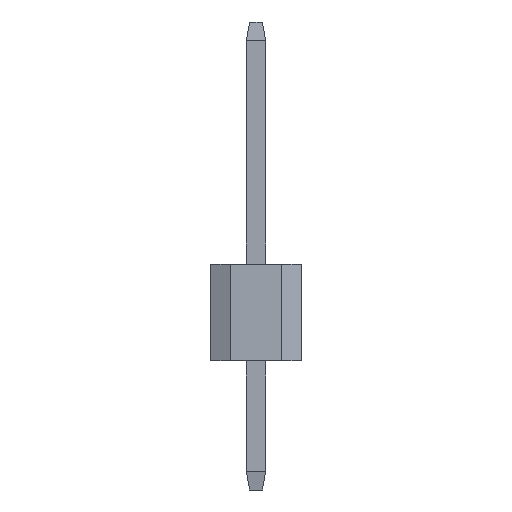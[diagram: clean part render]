
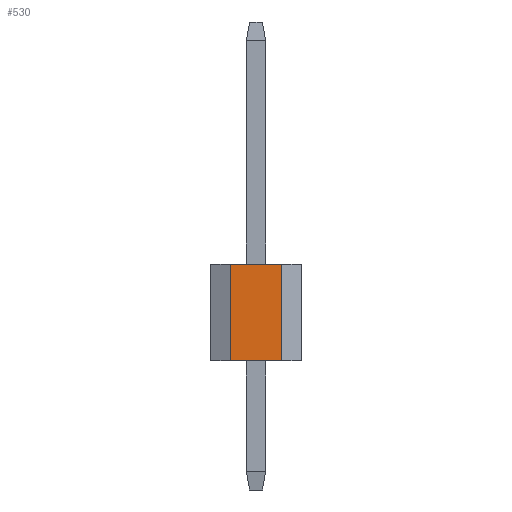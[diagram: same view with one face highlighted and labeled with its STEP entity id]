
A CAD part, left-side view. The second image highlights one B-rep face of the part: STEP entity #530.
In plain terms, the highlighted planar face has unit normal (-1, 0, 0).
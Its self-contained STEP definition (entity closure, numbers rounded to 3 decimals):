
#343 = LINE ( 'NONE', #2164, #13943 ) ;
#530 = ADVANCED_FACE ( 'NONE', ( #15743 ), #6245, .F. ) ;
#906 = CARTESIAN_POINT ( 'NONE',  ( -20., 0.4, 0. ) ) ;
#1735 = VERTEX_POINT ( 'NONE', #2816 ) ;
#1839 = VERTEX_POINT ( 'NONE', #4897 ) ;
#2164 = CARTESIAN_POINT ( 'NONE',  ( -20., -0.4, 0. ) ) ;
#2816 = CARTESIAN_POINT ( 'NONE',  ( -20., -0.4, 1.5 ) ) ;
#3436 = VECTOR ( 'NONE', #3646, 1000. ) ;
#3646 = DIRECTION ( 'NONE',  ( 0., -1., 0. ) ) ;
#3767 = EDGE_CURVE ( 'NONE', #1839, #1735, #343, .T. ) ;
#3922 = LINE ( 'NONE', #14095, #17338 ) ;
#4551 = VERTEX_POINT ( 'NONE', #906 ) ;
#4897 = CARTESIAN_POINT ( 'NONE',  ( -20., -0.4, 0. ) ) ;
#5200 = EDGE_CURVE ( 'NONE', #4551, #1839, #10760, .T. ) ;
#6245 = PLANE ( 'NONE',  #12991 ) ;
#7447 = ORIENTED_EDGE ( 'NONE', *, *, #12262, .F. ) ;
#7966 = CARTESIAN_POINT ( 'NONE',  ( -20., -0.7, 1.5 ) ) ;
#8366 = EDGE_CURVE ( 'NONE', #8394, #1735, #3922, .T. ) ;
#8394 = VERTEX_POINT ( 'NONE', #18411 ) ;
#8443 = DIRECTION ( 'NONE',  ( 0., -1., 0. ) ) ;
#9630 = EDGE_LOOP ( 'NONE', ( #11517, #11943, #14004, #7447 ) ) ;
#9942 = CARTESIAN_POINT ( 'NONE',  ( -20., 0.4, 0. ) ) ;
#10490 = VECTOR ( 'NONE', #13110, 1000. ) ;
#10760 = LINE ( 'NONE', #16802, #3436 ) ;
#11517 = ORIENTED_EDGE ( 'NONE', *, *, #5200, .T. ) ;
#11943 = ORIENTED_EDGE ( 'NONE', *, *, #3767, .T. ) ;
#12262 = EDGE_CURVE ( 'NONE', #4551, #8394, #18662, .T. ) ;
#12291 = DIRECTION ( 'NONE',  ( 0., 0., -1. ) ) ;
#12991 = AXIS2_PLACEMENT_3D ( 'NONE', #7966, #13545, #12291 ) ;
#13110 = DIRECTION ( 'NONE',  ( 0., 0., 1. ) ) ;
#13545 = DIRECTION ( 'NONE',  ( 1., 0., 0. ) ) ;
#13702 = DIRECTION ( 'NONE',  ( 0., 0., 1. ) ) ;
#13943 = VECTOR ( 'NONE', #13702, 1000. ) ;
#14004 = ORIENTED_EDGE ( 'NONE', *, *, #8366, .F. ) ;
#14095 = CARTESIAN_POINT ( 'NONE',  ( -20., -0.7, 1.5 ) ) ;
#15743 = FACE_OUTER_BOUND ( 'NONE', #9630, .T. ) ;
#16802 = CARTESIAN_POINT ( 'NONE',  ( -20., -0.7, 0. ) ) ;
#17338 = VECTOR ( 'NONE', #8443, 1000. ) ;
#18411 = CARTESIAN_POINT ( 'NONE',  ( -20., 0.4, 1.5 ) ) ;
#18662 = LINE ( 'NONE', #9942, #10490 ) ;
